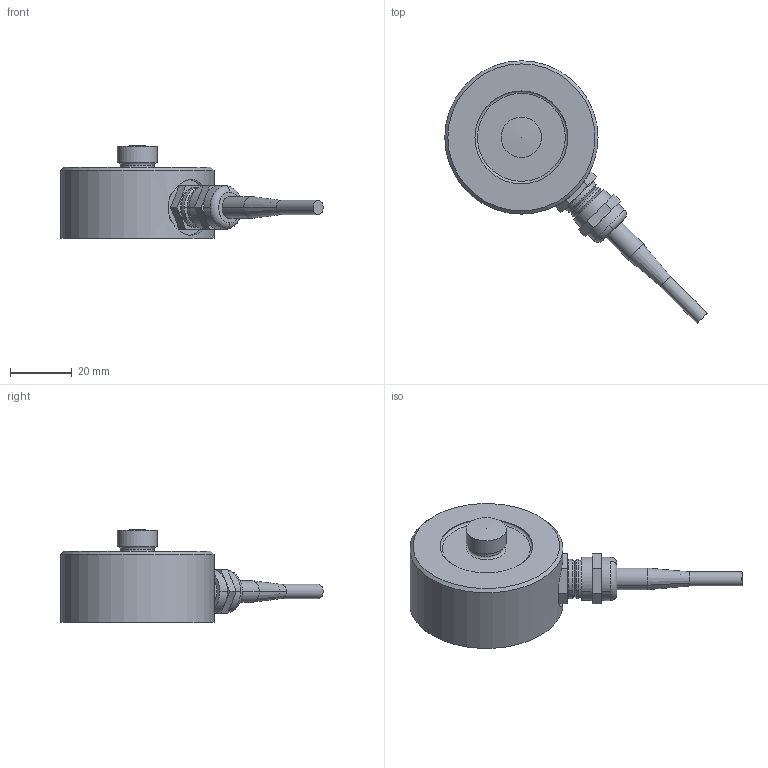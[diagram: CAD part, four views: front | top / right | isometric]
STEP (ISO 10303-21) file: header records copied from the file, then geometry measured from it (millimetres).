
FILE_DESCRIPTION( ( 'Unknown' ), '1' );
FILE_NAME( 'K450-1-10kN.stp', 'Unknown', ( 'Unknown' ), ( 'Unknown' ), 'PSStep 17.0.49', 'Unknown', ' ' );
FILE_SCHEMA( ( 'AUTOMOTIVE_DESIGN { 1 0 10303 214 1 1 1 1 }' ) );
Length unit declared in the file: millimetre
Products named in the file (4): Assem1; 1139-001_DOC-00061681; pg7_doc-00007707; kabeldurchmesser 3_doc-00037959
Assembly tree (3 placements, depth 2):
  Assem1
    1139-001_DOC-00061681
    pg7_doc-00007707
    kabeldurchmesser 3_doc-00037959
Bounding box: 84.77 x 84.77 x 30 mm (x, y, z)
Volume: 45539.5 mm3; surface area: 11507.9 mm2
Topology: 3 solids, 3 shells, 98 faces, 214 edges, 130 vertices
Faces by surface type: plane 38, cylinder 33, cone 21, torus 5, sphere 1
Full cylindrical faces by diameter (mm): 4.134 x8, 4.6 x2, 11 x1, 13 x1, 30 x1, 34 x1, 49.5 x1
Entity records: 4033 total; most frequent: CARTESIAN_POINT 1465, ORIENTED_EDGE 356, DIRECTION 272, EDGE_CURVE 178, B_SPLINE_CURVE_WITH_KNOTS 143, AXIS2_PLACEMENT_3D 135, EDGE_LOOP 132, VERTEX_POINT 123
